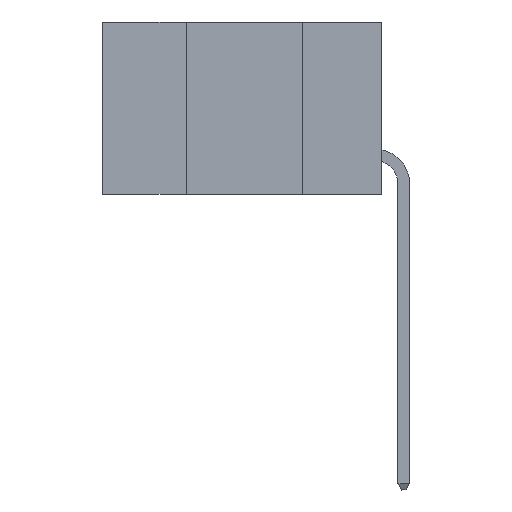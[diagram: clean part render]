
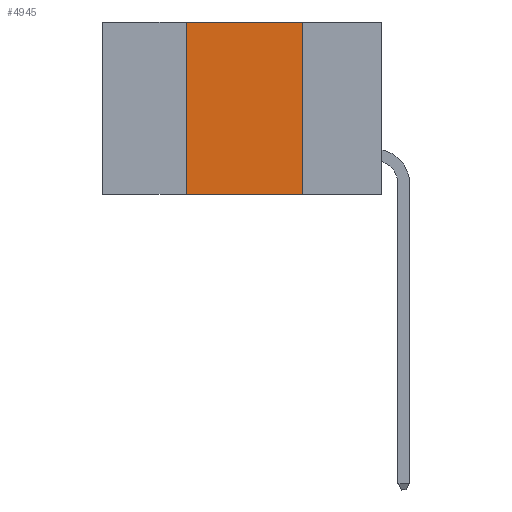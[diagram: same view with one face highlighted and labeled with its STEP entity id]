
A CAD part, left-side view. The second image highlights one B-rep face of the part: STEP entity #4945.
In plain terms, the highlighted planar face has unit normal (-1, 0, 0).
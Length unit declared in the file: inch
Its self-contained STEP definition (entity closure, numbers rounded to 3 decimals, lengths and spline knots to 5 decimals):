
#171 = CARTESIAN_POINT ( 'NONE',  ( 0., 0.17, 0. ) ) ;
#976 = VECTOR ( 'NONE', #13460, 39.37008 ) ;
#994 = DIRECTION ( 'NONE',  ( 0., 0., 1. ) ) ;
#1848 = EDGE_CURVE ( 'NONE', #4012, #10278, #4741, .T. ) ;
#2799 = DIRECTION ( 'NONE',  ( 0., 0., -1. ) ) ;
#3371 = CARTESIAN_POINT ( 'NONE',  ( 0., 0.6, 0. ) ) ;
#3500 = CARTESIAN_POINT ( 'NONE',  ( 0., 0.17, -0.37 ) ) ;
#3923 = CARTESIAN_POINT ( 'NONE',  ( 0., 0.17, 0. ) ) ;
#3927 = CARTESIAN_POINT ( 'NONE',  ( 0., 0.6, 0. ) ) ;
#3978 = VERTEX_POINT ( 'NONE', #7723 ) ;
#4012 = VERTEX_POINT ( 'NONE', #6938 ) ;
#4741 = LINE ( 'NONE', #9864, #976 ) ;
#4945 = ADVANCED_FACE ( 'NONE', ( #6796 ), #10052, .F. ) ;
#5857 = ORIENTED_EDGE ( 'NONE', *, *, #11805, .F. ) ;
#6796 = FACE_OUTER_BOUND ( 'NONE', #9942, .T. ) ;
#6938 = CARTESIAN_POINT ( 'NONE',  ( 0., 0.42, -0.37 ) ) ;
#7590 = VECTOR ( 'NONE', #8269, 39.37008 ) ;
#7723 = CARTESIAN_POINT ( 'NONE',  ( 0., 0.42, 0. ) ) ;
#8072 = LINE ( 'NONE', #11931, #15684 ) ;
#8269 = DIRECTION ( 'NONE',  ( 0., -1., 0. ) ) ;
#8386 = ORIENTED_EDGE ( 'NONE', *, *, #1848, .T. ) ;
#9274 = EDGE_CURVE ( 'NONE', #3978, #10784, #14044, .T. ) ;
#9864 = CARTESIAN_POINT ( 'NONE',  ( 0., 0.6, -0.37 ) ) ;
#9897 = DIRECTION ( 'NONE',  ( 1., 0., 0. ) ) ;
#9942 = EDGE_LOOP ( 'NONE', ( #12873, #10526, #5857, #8386 ) ) ;
#10034 = VECTOR ( 'NONE', #12443, 39.37008 ) ;
#10052 = PLANE ( 'NONE',  #13398 ) ;
#10278 = VERTEX_POINT ( 'NONE', #3500 ) ;
#10526 = ORIENTED_EDGE ( 'NONE', *, *, #9274, .F. ) ;
#10784 = VERTEX_POINT ( 'NONE', #171 ) ;
#11027 = EDGE_CURVE ( 'NONE', #10784, #10278, #13819, .T. ) ;
#11805 = EDGE_CURVE ( 'NONE', #4012, #3978, #8072, .T. ) ;
#11931 = CARTESIAN_POINT ( 'NONE',  ( 0., 0.42, 0. ) ) ;
#12443 = DIRECTION ( 'NONE',  ( 0., 0., -1. ) ) ;
#12873 = ORIENTED_EDGE ( 'NONE', *, *, #11027, .F. ) ;
#13398 = AXIS2_PLACEMENT_3D ( 'NONE', #3927, #9897, #2799 ) ;
#13460 = DIRECTION ( 'NONE',  ( 0., -1., 0. ) ) ;
#13819 = LINE ( 'NONE', #3923, #10034 ) ;
#14044 = LINE ( 'NONE', #3371, #7590 ) ;
#15684 = VECTOR ( 'NONE', #994, 39.37008 ) ;
